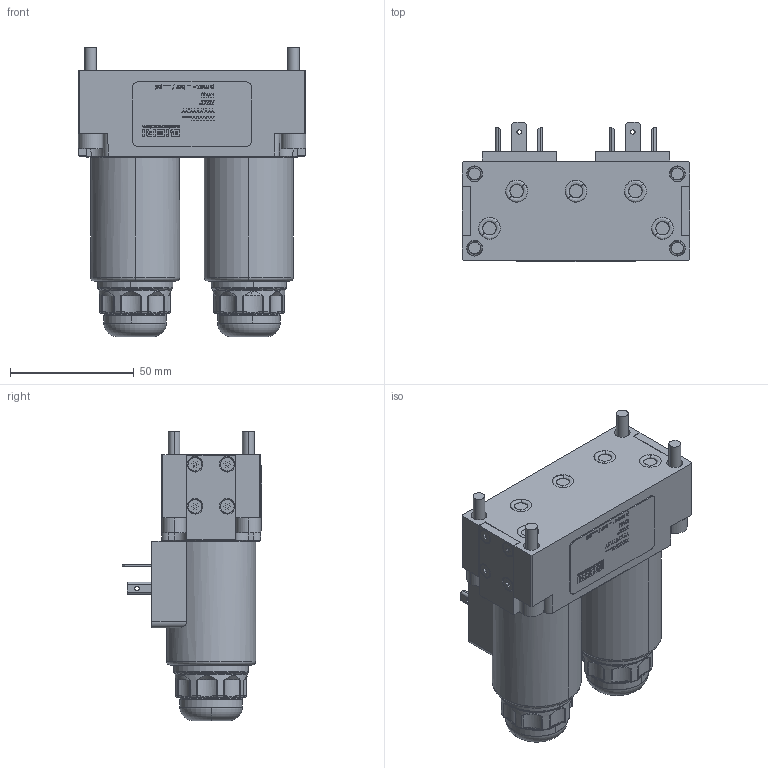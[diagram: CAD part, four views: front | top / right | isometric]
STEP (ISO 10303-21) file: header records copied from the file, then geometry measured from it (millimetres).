
FILE_DESCRIPTION (( 'STEP AP214' ), '1' );
FILE_NAME ('73987_WVH500-4-4_3-E-24-V-A.STEP', '2014-07-15T05:17:42', ( 'furkan' ), ( '' ), 'SwSTEP 2.0', 'SolidWorks 2012', '' );
FILE_SCHEMA (( 'AUTOMOTIVE_DESIGN' ));
Length unit declared in the file: millimetre
Products named in the file (1): 73987_WVH500-4-4_3-E-24-V-A
Bounding box: 92 x 56.5 x 117 mm (x, y, z)
Volume: 288027.1 mm3; surface area: 61988.9 mm2
Topology: 11 solids, 24 shells, 1793 faces, 4549 edges, 2927 vertices
Faces by surface type: plane 1018, cylinder 306, bspline 243, cone 94, torus 92, sphere 40
Entity records: 81192 total; most frequent: CARTESIAN_POINT 20174, ORIENTED_EDGE 9050, DIRECTION 7913, EDGE_CURVE 4525, LINE 2971, VECTOR 2971, VERTEX_POINT 2919, AXIS2_PLACEMENT_3D 2471
